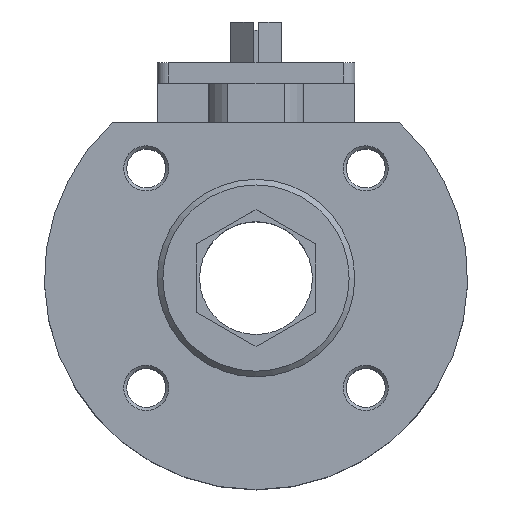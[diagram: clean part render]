
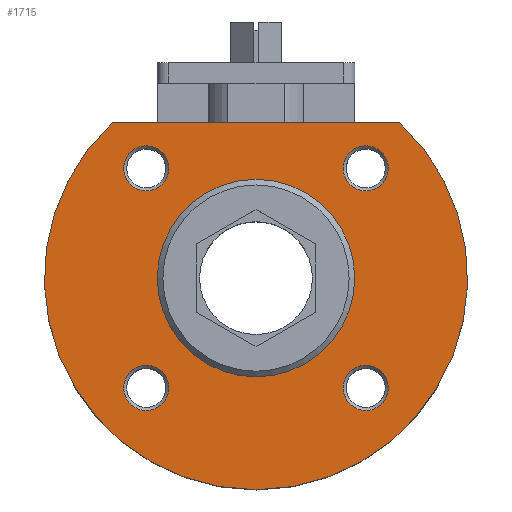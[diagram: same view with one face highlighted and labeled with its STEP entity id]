
A CAD part, top view. The second image highlights one B-rep face of the part: STEP entity #1715.
In plain terms, the highlighted planar face has unit normal (0, 0, 1).
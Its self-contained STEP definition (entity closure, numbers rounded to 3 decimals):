
#54=CIRCLE('',#1846,75.);
#55=CIRCLE('',#1847,8.);
#56=CIRCLE('',#1848,8.);
#57=CIRCLE('',#1849,8.);
#58=CIRCLE('',#1850,8.);
#59=CIRCLE('',#1851,35.);
#278=ORIENTED_EDGE('',*,*,#734,.F.);
#279=ORIENTED_EDGE('',*,*,#697,.F.);
#280=ORIENTED_EDGE('',*,*,#735,.T.);
#281=ORIENTED_EDGE('',*,*,#736,.T.);
#282=ORIENTED_EDGE('',*,*,#737,.T.);
#283=ORIENTED_EDGE('',*,*,#738,.T.);
#284=ORIENTED_EDGE('',*,*,#739,.T.);
#697=EDGE_CURVE('',#924,#925,#1097,.T.);
#734=EDGE_CURVE('',#925,#924,#54,.T.);
#735=EDGE_CURVE('',#951,#951,#55,.T.);
#736=EDGE_CURVE('',#952,#952,#56,.T.);
#737=EDGE_CURVE('',#953,#953,#57,.T.);
#738=EDGE_CURVE('',#954,#954,#58,.T.);
#739=EDGE_CURVE('',#955,#955,#59,.T.);
#924=VERTEX_POINT('',#2646);
#925=VERTEX_POINT('',#2648);
#951=VERTEX_POINT('',#2715);
#952=VERTEX_POINT('',#2717);
#953=VERTEX_POINT('',#2719);
#954=VERTEX_POINT('',#2721);
#955=VERTEX_POINT('',#2723);
#1097=LINE('',#2647,#1257);
#1257=VECTOR('',#2100,1000.);
#1378=EDGE_LOOP('',(#278,#279));
#1379=EDGE_LOOP('',(#280));
#1380=EDGE_LOOP('',(#281));
#1381=EDGE_LOOP('',(#282));
#1382=EDGE_LOOP('',(#283));
#1383=EDGE_LOOP('',(#284));
#1526=FACE_BOUND('',#1378,.T.);
#1527=FACE_BOUND('',#1379,.T.);
#1528=FACE_BOUND('',#1380,.T.);
#1529=FACE_BOUND('',#1381,.T.);
#1530=FACE_BOUND('',#1382,.T.);
#1531=FACE_BOUND('',#1383,.T.);
#1659=PLANE('',#1845);
#1715=ADVANCED_FACE('',(#1526,#1527,#1528,#1529,#1530,#1531),#1659,.F.);
#1845=AXIS2_PLACEMENT_3D('',#2712,#2157,#2158);
#1846=AXIS2_PLACEMENT_3D('',#2713,#2159,#2160);
#1847=AXIS2_PLACEMENT_3D('',#2714,#2161,#2162);
#1848=AXIS2_PLACEMENT_3D('',#2716,#2163,#2164);
#1849=AXIS2_PLACEMENT_3D('',#2718,#2165,#2166);
#1850=AXIS2_PLACEMENT_3D('',#2720,#2167,#2168);
#1851=AXIS2_PLACEMENT_3D('',#2722,#2169,#2170);
#2100=DIRECTION('',(1.,0.,0.));
#2157=DIRECTION('',(0.,0.,-1.));
#2158=DIRECTION('',(-1.,0.,0.));
#2159=DIRECTION('',(0.,0.,-1.));
#2160=DIRECTION('',(-1.,0.,0.));
#2161=DIRECTION('',(0.,0.,-1.));
#2162=DIRECTION('',(-1.,0.,0.));
#2163=DIRECTION('',(0.,0.,-1.));
#2164=DIRECTION('',(-1.,0.,0.));
#2165=DIRECTION('',(0.,0.,-1.));
#2166=DIRECTION('',(-1.,0.,0.));
#2167=DIRECTION('',(0.,0.,-1.));
#2168=DIRECTION('',(-1.,0.,0.));
#2169=DIRECTION('',(0.,0.,-1.));
#2170=DIRECTION('',(-1.,0.,0.));
#2646=CARTESIAN_POINT('',(-50.99,55.,29.));
#2647=CARTESIAN_POINT('',(0.,55.,29.));
#2648=CARTESIAN_POINT('',(50.99,55.,29.));
#2712=CARTESIAN_POINT('',(0.,35.,29.));
#2713=CARTESIAN_POINT('',(0.,0.,29.));
#2714=CARTESIAN_POINT('',(38.891,38.891,29.));
#2715=CARTESIAN_POINT('',(30.891,38.891,29.));
#2716=CARTESIAN_POINT('',(38.891,-38.891,29.));
#2717=CARTESIAN_POINT('',(30.891,-38.891,29.));
#2718=CARTESIAN_POINT('',(-38.891,-38.891,29.));
#2719=CARTESIAN_POINT('',(-46.891,-38.891,29.));
#2720=CARTESIAN_POINT('',(-38.891,38.891,29.));
#2721=CARTESIAN_POINT('',(-46.891,38.891,29.));
#2722=CARTESIAN_POINT('',(0.,0.,29.));
#2723=CARTESIAN_POINT('',(-35.,0.,29.));
